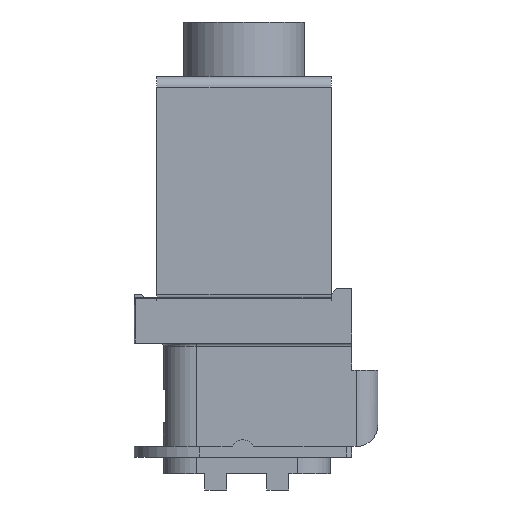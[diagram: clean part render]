
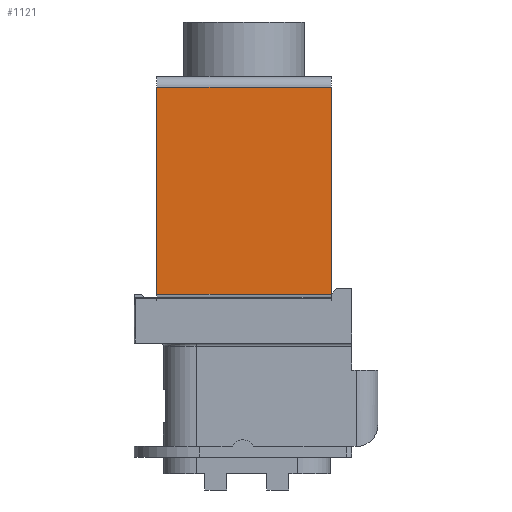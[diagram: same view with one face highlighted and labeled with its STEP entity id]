
A CAD part, left-side view. The second image highlights one B-rep face of the part: STEP entity #1121.
In plain terms, the highlighted planar face has unit normal (-1, 0, 0).
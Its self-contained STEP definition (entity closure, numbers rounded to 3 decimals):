
#695=FACE_OUTER_BOUND('',#1919,.T.);
#1121=ADVANCED_FACE('',(#695),#1396,.T.);
#1396=PLANE('',#9908);
#1919=EDGE_LOOP('',(#4886,#4887,#4888,#4889));
#4886=ORIENTED_EDGE('',*,*,#7278,.T.);
#4887=ORIENTED_EDGE('',*,*,#7279,.T.);
#4888=ORIENTED_EDGE('',*,*,#7251,.F.);
#4889=ORIENTED_EDGE('',*,*,#7277,.T.);
#5905=VERTEX_POINT('',#15492);
#5906=VERTEX_POINT('',#15494);
#5928=VERTEX_POINT('',#15544);
#5929=VERTEX_POINT('',#15548);
#7251=EDGE_CURVE('',#5905,#5906,#8141,.T.);
#7277=EDGE_CURVE('',#5905,#5928,#8152,.T.);
#7278=EDGE_CURVE('',#5928,#5929,#8153,.T.);
#7279=EDGE_CURVE('',#5929,#5906,#8154,.T.);
#8141=LINE('',#15493,#8986);
#8152=LINE('',#15545,#8997);
#8153=LINE('',#15547,#8998);
#8154=LINE('',#15549,#8999);
#8986=VECTOR('',#12417,1.);
#8997=VECTOR('',#12464,1.);
#8998=VECTOR('',#12467,1.);
#8999=VECTOR('',#12468,1.);
#9908=AXIS2_PLACEMENT_3D('',#15550,#12469,#12470);
#12417=DIRECTION('',(0.,0.,-1.));
#12464=DIRECTION('',(0.,1.,0.));
#12467=DIRECTION('',(0.,0.,-1.));
#12468=DIRECTION('',(0.,-1.,0.));
#12469=DIRECTION('',(-1.,0.,0.));
#12470=DIRECTION('',(0.,0.,1.));
#15492=CARTESIAN_POINT('',(2.667,-61.,42.6));
#15493=CARTESIAN_POINT('',(2.667,-61.,42.6));
#15494=CARTESIAN_POINT('',(2.667,-61.,23.595));
#15544=CARTESIAN_POINT('',(2.667,-45.,42.6));
#15545=CARTESIAN_POINT('',(2.667,-61.,42.6));
#15547=CARTESIAN_POINT('',(2.667,-45.,42.6));
#15548=CARTESIAN_POINT('',(2.667,-45.,23.595));
#15549=CARTESIAN_POINT('',(2.667,-45.,23.595));
#15550=CARTESIAN_POINT('',(2.667,-61.,20.6));
